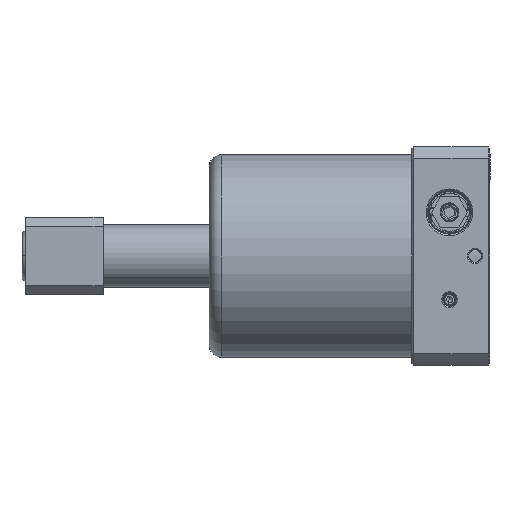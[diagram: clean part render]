
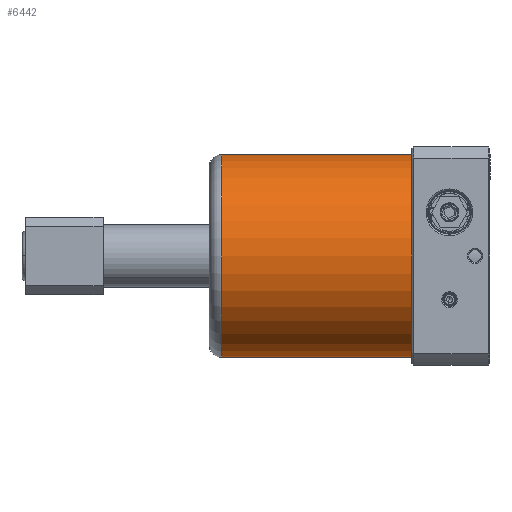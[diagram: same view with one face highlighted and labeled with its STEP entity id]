
A CAD part, left-side view. The second image highlights one B-rep face of the part: STEP entity #6442.
In plain terms, the highlighted cylindrical face has radius 32.5 mm (diameter 65 mm), a partial arc.
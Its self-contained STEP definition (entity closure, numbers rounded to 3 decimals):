
#143 = CARTESIAN_POINT ( 'NONE',  ( -13506.597, 1957.347, 32.5 ) ) ;
#2062 = CYLINDRICAL_SURFACE ( 'NONE', #29431, 32.5 ) ;
#4671 = CARTESIAN_POINT ( 'NONE',  ( -13506.597, 1957.347, 0. ) ) ;
#5109 = CARTESIAN_POINT ( 'NONE',  ( -13506.597, 1896.347, 0. ) ) ;
#6442 = ADVANCED_FACE ( 'NONE', ( #22818 ), #2062, .T. ) ;
#6881 = VERTEX_POINT ( 'NONE', #44771 ) ;
#6916 = ORIENTED_EDGE ( 'NONE', *, *, #48086, .T. ) ;
#7460 = CARTESIAN_POINT ( 'NONE',  ( -13506.597, 1868.028, -32.5 ) ) ;
#8578 = DIRECTION ( 'NONE',  ( 0., 0., -1. ) ) ;
#9035 = DIRECTION ( 'NONE',  ( 0., 0., -1. ) ) ;
#10609 = CARTESIAN_POINT ( 'NONE',  ( -13506.597, 1868.028, 32.5 ) ) ;
#11379 = DIRECTION ( 'NONE',  ( 0., -1., 0. ) ) ;
#12970 = AXIS2_PLACEMENT_3D ( 'NONE', #4671, #31953, #8578 ) ;
#13578 = VECTOR ( 'NONE', #37935, 1000. ) ;
#20107 = VERTEX_POINT ( 'NONE', #29964 ) ;
#21128 = EDGE_CURVE ( 'NONE', #44791, #6881, #25842, .T. ) ;
#21830 = EDGE_CURVE ( 'NONE', #44791, #32653, #44804, .T. ) ;
#22611 = VECTOR ( 'NONE', #11379, 1000. ) ;
#22744 = DIRECTION ( 'NONE',  ( 0., -1., 0. ) ) ;
#22818 = FACE_OUTER_BOUND ( 'NONE', #43191, .T. ) ;
#23143 = EDGE_CURVE ( 'NONE', #20107, #32653, #34916, .T. ) ;
#25842 = CIRCLE ( 'NONE', #12970, 32.5 ) ;
#29431 = AXIS2_PLACEMENT_3D ( 'NONE', #30238, #22744, #46188 ) ;
#29964 = CARTESIAN_POINT ( 'NONE',  ( -13506.597, 1896.347, -32.5 ) ) ;
#30238 = CARTESIAN_POINT ( 'NONE',  ( -13506.597, 1868.028, 0. ) ) ;
#30398 = ORIENTED_EDGE ( 'NONE', *, *, #21128, .T. ) ;
#31953 = DIRECTION ( 'NONE',  ( 0., -1., 0. ) ) ;
#32411 = DIRECTION ( 'NONE',  ( 0., 1., 0. ) ) ;
#32653 = VERTEX_POINT ( 'NONE', #49520 ) ;
#32974 = LINE ( 'NONE', #7460, #22611 ) ;
#33112 = ORIENTED_EDGE ( 'NONE', *, *, #23143, .T. ) ;
#34916 = CIRCLE ( 'NONE', #48405, 32.5 ) ;
#37935 = DIRECTION ( 'NONE',  ( 0., -1., 0. ) ) ;
#43191 = EDGE_LOOP ( 'NONE', ( #47196, #30398, #6916, #33112 ) ) ;
#44771 = CARTESIAN_POINT ( 'NONE',  ( -13506.597, 1957.347, -32.5 ) ) ;
#44791 = VERTEX_POINT ( 'NONE', #143 ) ;
#44804 = LINE ( 'NONE', #10609, #13578 ) ;
#46188 = DIRECTION ( 'NONE',  ( 0., 0., -1. ) ) ;
#47196 = ORIENTED_EDGE ( 'NONE', *, *, #21830, .F. ) ;
#48086 = EDGE_CURVE ( 'NONE', #6881, #20107, #32974, .T. ) ;
#48405 = AXIS2_PLACEMENT_3D ( 'NONE', #5109, #32411, #9035 ) ;
#49520 = CARTESIAN_POINT ( 'NONE',  ( -13506.597, 1896.347, 32.5 ) ) ;
